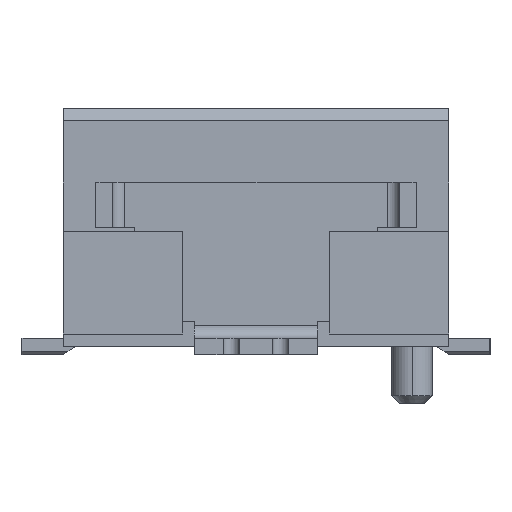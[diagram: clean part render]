
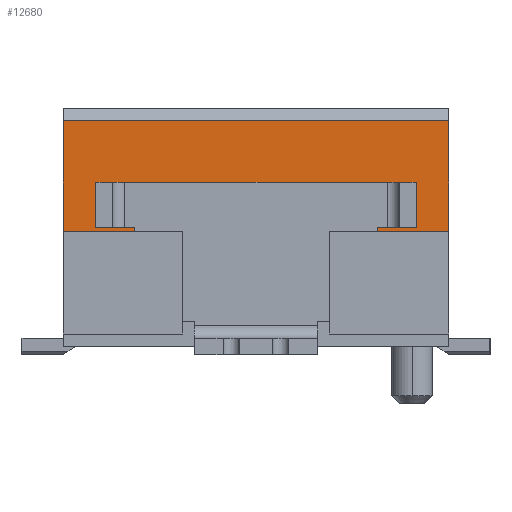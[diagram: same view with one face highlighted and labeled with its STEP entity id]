
A CAD part, left-side view. The second image highlights one B-rep face of the part: STEP entity #12680.
In plain terms, the highlighted planar face has unit normal (-1, 0, 0).
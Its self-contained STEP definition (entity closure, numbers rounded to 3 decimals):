
#11210=CARTESIAN_POINT('',(-9.1,-1.6,1.5));
#11220=DIRECTION('',(1.,0.,0.));
#11230=DIRECTION('',(0.,-1.,0.));
#11240=AXIS2_PLACEMENT_3D('',#11210,#11220,#11230);
#11250=PLANE('',#11240);
#11260=CARTESIAN_POINT('',(-9.1,0.,1.6));
#11270=DIRECTION('',(0.,1.,0.));
#11280=VECTOR('',#11270,1.);
#11290=LINE('',#11260,#11280);
#11300=CARTESIAN_POINT('',(-9.1,1.475,1.6));
#11310=VERTEX_POINT('',#11300);
#11320=CARTESIAN_POINT('',(-9.1,1.5,1.6));
#11330=VERTEX_POINT('',#11320);
#11340=EDGE_CURVE('',#11310,#11330,#11290,.T.);
#11350=ORIENTED_EDGE('',*,*,#11340,.F.);
#11360=CARTESIAN_POINT('',(-9.1,1.5,0.));
#11370=DIRECTION('',(0.,0.,-1.));
#11380=VECTOR('',#11370,1.);
#11390=LINE('',#11360,#11380);
#11400=CARTESIAN_POINT('',(-9.1,1.5,2.4));
#11410=VERTEX_POINT('',#11400);
#11420=EDGE_CURVE('',#11410,#11330,#11390,.T.);
#11430=ORIENTED_EDGE('',*,*,#11420,.T.);
#11440=CARTESIAN_POINT('',(-9.1,0.,0.9));
#11450=DIRECTION('',(0.,-0.707,-0.707));
#11460=VECTOR('',#11450,1.);
#11470=LINE('',#11440,#11460);
#11480=CARTESIAN_POINT('',(-9.1,1.6,2.5));
#11490=VERTEX_POINT('',#11480);
#11500=EDGE_CURVE('',#11490,#11410,#11470,.T.);
#11510=ORIENTED_EDGE('',*,*,#11500,.T.);
#11520=CARTESIAN_POINT('',(-9.1,0.,2.5));
#11530=DIRECTION('',(0.,-1.,0.));
#11540=VECTOR('',#11530,1.);
#11550=LINE('',#11520,#11540);
#11560=CARTESIAN_POINT('',(-9.1,2.35,2.5));
#11570=VERTEX_POINT('',#11560);
#11580=EDGE_CURVE('',#11570,#11490,#11550,.T.);
#11590=ORIENTED_EDGE('',*,*,#11580,.T.);
#11600=CARTESIAN_POINT('',(-9.1,2.35,0.));
#11610=DIRECTION('',(0.,0.,-1.));
#11620=VECTOR('',#11610,1.);
#11630=LINE('',#11600,#11620);
#11640=CARTESIAN_POINT('',(-9.1,2.35,3.85));
#11650=VERTEX_POINT('',#11640);
#11660=EDGE_CURVE('',#11650,#11570,#11630,.T.);
#11670=ORIENTED_EDGE('',*,*,#11660,.T.);
#11680=CARTESIAN_POINT('',(-9.1,0.,3.85));
#11690=DIRECTION('',(0.,1.,0.));
#11700=VECTOR('',#11690,1.);
#11710=LINE('',#11680,#11700);
#11720=CARTESIAN_POINT('',(-9.1,-2.35,3.85));
#11730=VERTEX_POINT('',#11720);
#11740=EDGE_CURVE('',#11730,#11650,#11710,.T.);
#11750=ORIENTED_EDGE('',*,*,#11740,.T.);
#11760=CARTESIAN_POINT('',(-9.1,-2.35,0.));
#11770=DIRECTION('',(0.,0.,1.));
#11780=VECTOR('',#11770,1.);
#11790=LINE('',#11760,#11780);
#11800=CARTESIAN_POINT('',(-9.1,-2.35,2.5));
#11810=VERTEX_POINT('',#11800);
#11820=EDGE_CURVE('',#11810,#11730,#11790,.T.);
#11830=ORIENTED_EDGE('',*,*,#11820,.T.);
#11840=CARTESIAN_POINT('',(-9.1,0.,2.5));
#11850=DIRECTION('',(0.,-1.,0.));
#11860=VECTOR('',#11850,1.);
#11870=LINE('',#11840,#11860);
#11880=CARTESIAN_POINT('',(-9.1,-1.6,2.5));
#11890=VERTEX_POINT('',#11880);
#11900=EDGE_CURVE('',#11890,#11810,#11870,.T.);
#11910=ORIENTED_EDGE('',*,*,#11900,.T.);
#11920=CARTESIAN_POINT('',(-9.1,0.9,0.));
#11930=DIRECTION('',(0.,-0.707,0.707));
#11940=VECTOR('',#11930,1.);
#11950=LINE('',#11920,#11940);
#11960=CARTESIAN_POINT('',(-9.1,-1.5,2.4));
#11970=VERTEX_POINT('',#11960);
#11980=EDGE_CURVE('',#11970,#11890,#11950,.T.);
#11990=ORIENTED_EDGE('',*,*,#11980,.T.);
#12000=CARTESIAN_POINT('',(-9.1,-1.5,0.));
#12010=DIRECTION('',(0.,0.,1.));
#12020=VECTOR('',#12010,1.);
#12030=LINE('',#12000,#12020);
#12040=CARTESIAN_POINT('',(-9.1,-1.5,1.6));
#12050=VERTEX_POINT('',#12040);
#12060=EDGE_CURVE('',#12050,#11970,#12030,.T.);
#12070=ORIENTED_EDGE('',*,*,#12060,.T.);
#12080=CARTESIAN_POINT('',(-9.1,-1.475,1.6));
#12090=VERTEX_POINT('',#12080);
#12100=EDGE_CURVE('',#12050,#12090,#11290,.T.);
#12110=ORIENTED_EDGE('',*,*,#12100,.F.);
#12120=CARTESIAN_POINT('',(-9.1,-1.475,0.));
#12130=DIRECTION('',(0.,0.,1.));
#12140=VECTOR('',#12130,1.);
#12150=LINE('',#12120,#12140);
#12160=CARTESIAN_POINT('',(-9.1,-1.475,2.55));
#12170=VERTEX_POINT('',#12160);
#12180=EDGE_CURVE('',#12090,#12170,#12150,.T.);
#12190=ORIENTED_EDGE('',*,*,#12180,.F.);
#12200=CARTESIAN_POINT('',(-9.1,0.,2.55));
#12210=DIRECTION('',(0.,-1.,0.));
#12220=VECTOR('',#12210,1.);
#12230=LINE('',#12200,#12220);
#12240=CARTESIAN_POINT('',(-9.1,-1.65,2.55));
#12250=VERTEX_POINT('',#12240);
#12260=EDGE_CURVE('',#12170,#12250,#12230,.T.);
#12270=ORIENTED_EDGE('',*,*,#12260,.F.);
#12280=CARTESIAN_POINT('',(-9.1,-1.65,2.724));
#12290=DIRECTION('',(0.,0.,1.));
#12300=VECTOR('',#12290,1.);
#12310=LINE('',#12280,#12300);
#12320=CARTESIAN_POINT('',(-9.1,-1.65,3.1));
#12330=VERTEX_POINT('',#12320);
#12340=EDGE_CURVE('',#12250,#12330,#12310,.T.);
#12350=ORIENTED_EDGE('',*,*,#12340,.F.);
#12360=CARTESIAN_POINT('',(-9.1,0.,3.1));
#12370=DIRECTION('',(0.,1.,0.));
#12380=VECTOR('',#12370,1.);
#12390=LINE('',#12360,#12380);
#12400=CARTESIAN_POINT('',(-9.1,1.65,3.1));
#12410=VERTEX_POINT('',#12400);
#12420=EDGE_CURVE('',#12330,#12410,#12390,.T.);
#12430=ORIENTED_EDGE('',*,*,#12420,.F.);
#12440=CARTESIAN_POINT('',(-9.1,1.65,2.49));
#12450=DIRECTION('',(0.,0.,1.));
#12460=VECTOR('',#12450,1.);
#12470=LINE('',#12440,#12460);
#12480=CARTESIAN_POINT('',(-9.1,1.65,2.55));
#12490=VERTEX_POINT('',#12480);
#12500=EDGE_CURVE('',#12490,#12410,#12470,.T.);
#12510=ORIENTED_EDGE('',*,*,#12500,.T.);
#12520=CARTESIAN_POINT('',(-9.1,0.,2.55));
#12530=DIRECTION('',(0.,1.,0.));
#12540=VECTOR('',#12530,1.);
#12550=LINE('',#12520,#12540);
#12560=CARTESIAN_POINT('',(-9.1,1.475,2.55));
#12570=VERTEX_POINT('',#12560);
#12580=EDGE_CURVE('',#12570,#12490,#12550,.T.);
#12590=ORIENTED_EDGE('',*,*,#12580,.T.);
#12600=CARTESIAN_POINT('',(-9.1,1.475,0.));
#12610=DIRECTION('',(0.,0.,1.));
#12620=VECTOR('',#12610,1.);
#12630=LINE('',#12600,#12620);
#12640=EDGE_CURVE('',#11310,#12570,#12630,.T.);
#12650=ORIENTED_EDGE('',*,*,#12640,.T.);
#12660=EDGE_LOOP('',(#12650,#12590,#12510,#12430,#12350,#12270,#12190,
#12110,#12070,#11990,#11910,#11830,#11750,#11670,#11590,#11510,#11430,
#11350));
#12670=FACE_OUTER_BOUND('',#12660,.T.);
#12680=ADVANCED_FACE('',(#12670),#11250,.F.);
